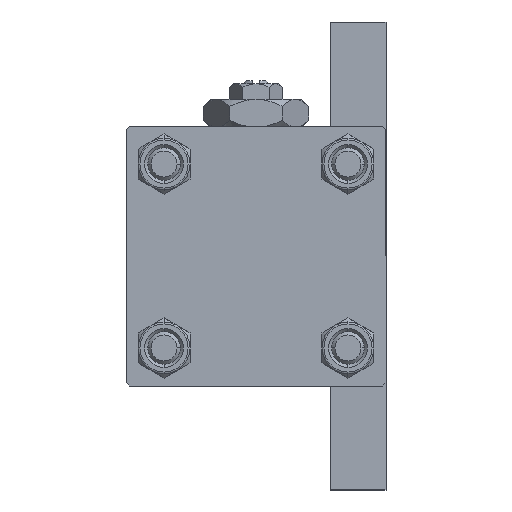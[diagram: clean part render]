
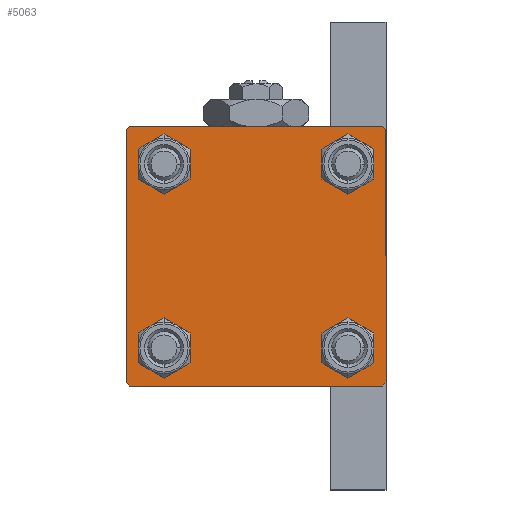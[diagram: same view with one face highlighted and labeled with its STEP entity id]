
A CAD part, left-side view. The second image highlights one B-rep face of the part: STEP entity #5063.
In plain terms, the highlighted planar face has unit normal (-1, 0, 0).
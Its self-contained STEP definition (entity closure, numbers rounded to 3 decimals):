
#110 = DIRECTION ( 'NONE',  ( 0., -0.707, 0.707 ) ) ;
#196 = CARTESIAN_POINT ( 'NONE',  ( 0., 19.75, -19.75 ) ) ;
#544 = FACE_OUTER_BOUND ( 'NONE', #19836, .T. ) ;
#690 = EDGE_CURVE ( 'NONE', #17127, #48416, #18562, .T. ) ;
#728 = LINE ( 'NONE', #42321, #25193 ) ;
#1908 = LINE ( 'NONE', #13495, #29482 ) ;
#2221 = CARTESIAN_POINT ( 'NONE',  ( 0., -14.15, 14.15 ) ) ;
#2254 = EDGE_CURVE ( 'NONE', #46208, #25488, #10040, .T. ) ;
#2407 = ORIENTED_EDGE ( 'NONE', *, *, #2254, .T. ) ;
#2933 = CIRCLE ( 'NONE', #14195, 3. ) ;
#3498 = CIRCLE ( 'NONE', #18768, 3. ) ;
#3736 = DIRECTION ( 'NONE',  ( 0., 0., -1. ) ) ;
#3844 = CARTESIAN_POINT ( 'NONE',  ( 0., -19.5, -20. ) ) ;
#3971 = CARTESIAN_POINT ( 'NONE',  ( 0., 14.15, -14.15 ) ) ;
#4062 = VERTEX_POINT ( 'NONE', #4065 ) ;
#4065 = CARTESIAN_POINT ( 'NONE',  ( 0., 14.15, -11.15 ) ) ;
#4326 = FACE_BOUND ( 'NONE', #13159, .T. ) ;
#4375 = CARTESIAN_POINT ( 'NONE',  ( 0., 14.15, -17.15 ) ) ;
#4994 = VECTOR ( 'NONE', #42780, 1000. ) ;
#5063 = ADVANCED_FACE ( 'NONE', ( #46417, #4326, #19689, #35042, #544 ), #15904, .T. ) ;
#5571 = DIRECTION ( 'NONE',  ( 0., 0., 1. ) ) ;
#6017 = EDGE_CURVE ( 'NONE', #27662, #8256, #3498, .T. ) ;
#6540 = LINE ( 'NONE', #11339, #27932 ) ;
#6917 = CIRCLE ( 'NONE', #47163, 3. ) ;
#7011 = CARTESIAN_POINT ( 'NONE',  ( 0., -19.75, 19.75 ) ) ;
#7498 = LINE ( 'NONE', #38237, #38977 ) ;
#7741 = DIRECTION ( 'NONE',  ( 1., 0., 0. ) ) ;
#7799 = DIRECTION ( 'NONE',  ( 0., 0., 1. ) ) ;
#8025 = ORIENTED_EDGE ( 'NONE', *, *, #34318, .T. ) ;
#8251 = CARTESIAN_POINT ( 'NONE',  ( 0., -19.5, 20. ) ) ;
#8256 = VERTEX_POINT ( 'NONE', #20983 ) ;
#8267 = DIRECTION ( 'NONE',  ( 0., 0., 1. ) ) ;
#8343 = DIRECTION ( 'NONE',  ( -1., 0., 0. ) ) ;
#9058 = ORIENTED_EDGE ( 'NONE', *, *, #12826, .F. ) ;
#9227 = EDGE_LOOP ( 'NONE', ( #42734, #8025 ) ) ;
#10040 = LINE ( 'NONE', #7011, #16174 ) ;
#10601 = CARTESIAN_POINT ( 'NONE',  ( 0., -14.15, -17.15 ) ) ;
#11339 = CARTESIAN_POINT ( 'NONE',  ( 0., 20., 20. ) ) ;
#11791 = LINE ( 'NONE', #196, #4994 ) ;
#12078 = DIRECTION ( 'NONE',  ( 1., 0., 0. ) ) ;
#12684 = CIRCLE ( 'NONE', #29557, 3. ) ;
#12826 = EDGE_CURVE ( 'NONE', #46208, #21364, #7498, .T. ) ;
#13159 = EDGE_LOOP ( 'NONE', ( #49769, #14481 ) ) ;
#13495 = CARTESIAN_POINT ( 'NONE',  ( 0., 20., 20. ) ) ;
#14195 = AXIS2_PLACEMENT_3D ( 'NONE', #3971, #7741, #15546 ) ;
#14238 = DIRECTION ( 'NONE',  ( 0., -1., 0. ) ) ;
#14481 = ORIENTED_EDGE ( 'NONE', *, *, #37727, .T. ) ;
#14880 = CARTESIAN_POINT ( 'NONE',  ( 0., 20., -20. ) ) ;
#14968 = VERTEX_POINT ( 'NONE', #4375 ) ;
#15221 = ORIENTED_EDGE ( 'NONE', *, *, #42198, .F. ) ;
#15546 = DIRECTION ( 'NONE',  ( 0., 0., 1. ) ) ;
#15582 = DIRECTION ( 'NONE',  ( 1., 0., 0. ) ) ;
#15849 = CARTESIAN_POINT ( 'NONE',  ( 0., -14.15, -14.15 ) ) ;
#15904 = PLANE ( 'NONE',  #40464 ) ;
#16082 = DIRECTION ( 'NONE',  ( 0., 0.707, -0.707 ) ) ;
#16174 = VECTOR ( 'NONE', #34209, 1000. ) ;
#16672 = EDGE_CURVE ( 'NONE', #47202, #21364, #24027, .T. ) ;
#17127 = VERTEX_POINT ( 'NONE', #45822 ) ;
#17323 = CARTESIAN_POINT ( 'NONE',  ( 0., -14.15, -11.15 ) ) ;
#18206 = AXIS2_PLACEMENT_3D ( 'NONE', #15849, #12078, #7799 ) ;
#18562 = CIRCLE ( 'NONE', #37859, 3. ) ;
#18768 = AXIS2_PLACEMENT_3D ( 'NONE', #33823, #42865, #41933 ) ;
#19689 = FACE_BOUND ( 'NONE', #23454, .T. ) ;
#19836 = EDGE_LOOP ( 'NONE', ( #27353, #49485, #49074, #37623, #9058, #2407, #15221, #33825 ) ) ;
#20180 = CARTESIAN_POINT ( 'NONE',  ( 0., 0., 0. ) ) ;
#20698 = DIRECTION ( 'NONE',  ( 1., 0., 0. ) ) ;
#20743 = EDGE_CURVE ( 'NONE', #14968, #4062, #45695, .T. ) ;
#20983 = CARTESIAN_POINT ( 'NONE',  ( 0., -14.15, 11.15 ) ) ;
#21364 = VERTEX_POINT ( 'NONE', #27300 ) ;
#22105 = AXIS2_PLACEMENT_3D ( 'NONE', #39361, #20698, #5571 ) ;
#23142 = CARTESIAN_POINT ( 'NONE',  ( 0., 14.15, -14.15 ) ) ;
#23454 = EDGE_LOOP ( 'NONE', ( #41694, #42577 ) ) ;
#23914 = DIRECTION ( 'NONE',  ( 0., 0., 1. ) ) ;
#23955 = VERTEX_POINT ( 'NONE', #49210 ) ;
#24027 = LINE ( 'NONE', #42700, #31801 ) ;
#24250 = CARTESIAN_POINT ( 'NONE',  ( 0., -20., 19.5 ) ) ;
#24398 = DIRECTION ( 'NONE',  ( 1., 0., 0. ) ) ;
#24571 = EDGE_CURVE ( 'NONE', #23955, #42234, #11791, .T. ) ;
#25193 = VECTOR ( 'NONE', #16082, 1000. ) ;
#25360 = VERTEX_POINT ( 'NONE', #41549 ) ;
#25488 = VERTEX_POINT ( 'NONE', #8251 ) ;
#25987 = CARTESIAN_POINT ( 'NONE',  ( 0., -14.15, -14.15 ) ) ;
#27143 = VECTOR ( 'NONE', #42097, 1000. ) ;
#27300 = CARTESIAN_POINT ( 'NONE',  ( 0., -20., -19.5 ) ) ;
#27353 = ORIENTED_EDGE ( 'NONE', *, *, #38656, .T. ) ;
#27662 = VERTEX_POINT ( 'NONE', #27940 ) ;
#27686 = ORIENTED_EDGE ( 'NONE', *, *, #6017, .T. ) ;
#27932 = VECTOR ( 'NONE', #45375, 1000. ) ;
#27940 = CARTESIAN_POINT ( 'NONE',  ( 0., -14.15, 17.15 ) ) ;
#28684 = CARTESIAN_POINT ( 'NONE',  ( 0., 14.15, 14.15 ) ) ;
#29482 = VECTOR ( 'NONE', #14238, 1000. ) ;
#29557 = AXIS2_PLACEMENT_3D ( 'NONE', #25987, #49183, #41882 ) ;
#31010 = EDGE_CURVE ( 'NONE', #25360, #39128, #728, .T. ) ;
#31053 = VERTEX_POINT ( 'NONE', #17323 ) ;
#31801 = VECTOR ( 'NONE', #110, 1000. ) ;
#31975 = AXIS2_PLACEMENT_3D ( 'NONE', #23142, #15582, #8267 ) ;
#33162 = DIRECTION ( 'NONE',  ( 0., 0., 1. ) ) ;
#33823 = CARTESIAN_POINT ( 'NONE',  ( 0., -14.15, 14.15 ) ) ;
#33825 = ORIENTED_EDGE ( 'NONE', *, *, #31010, .T. ) ;
#34209 = DIRECTION ( 'NONE',  ( 0., 0.707, 0.707 ) ) ;
#34318 = EDGE_CURVE ( 'NONE', #48416, #17127, #42224, .T. ) ;
#35042 = FACE_BOUND ( 'NONE', #9227, .T. ) ;
#35680 = CARTESIAN_POINT ( 'NONE',  ( 0., 14.15, 11.15 ) ) ;
#36896 = CARTESIAN_POINT ( 'NONE',  ( 0., 19.5, -20. ) ) ;
#37001 = EDGE_CURVE ( 'NONE', #8256, #27662, #6917, .T. ) ;
#37015 = EDGE_LOOP ( 'NONE', ( #27686, #42243 ) ) ;
#37623 = ORIENTED_EDGE ( 'NONE', *, *, #16672, .T. ) ;
#37727 = EDGE_CURVE ( 'NONE', #40203, #31053, #42373, .T. ) ;
#37859 = AXIS2_PLACEMENT_3D ( 'NONE', #28684, #24398, #23914 ) ;
#38068 = EDGE_CURVE ( 'NONE', #4062, #14968, #2933, .T. ) ;
#38237 = CARTESIAN_POINT ( 'NONE',  ( 0., -20., 20. ) ) ;
#38656 = EDGE_CURVE ( 'NONE', #39128, #23955, #6540, .T. ) ;
#38977 = VECTOR ( 'NONE', #3736, 1000. ) ;
#39128 = VERTEX_POINT ( 'NONE', #44504 ) ;
#39334 = DIRECTION ( 'NONE',  ( 0., 0., 1. ) ) ;
#39361 = CARTESIAN_POINT ( 'NONE',  ( 0., 14.15, 14.15 ) ) ;
#39691 = EDGE_CURVE ( 'NONE', #42234, #47202, #49404, .T. ) ;
#40203 = VERTEX_POINT ( 'NONE', #10601 ) ;
#40464 = AXIS2_PLACEMENT_3D ( 'NONE', #20180, #8343, #39334 ) ;
#41549 = CARTESIAN_POINT ( 'NONE',  ( 0., 19.5, 20. ) ) ;
#41694 = ORIENTED_EDGE ( 'NONE', *, *, #38068, .T. ) ;
#41882 = DIRECTION ( 'NONE',  ( 0., 0., 1. ) ) ;
#41933 = DIRECTION ( 'NONE',  ( 0., 0., 1. ) ) ;
#42097 = DIRECTION ( 'NONE',  ( 0., -1., 0. ) ) ;
#42198 = EDGE_CURVE ( 'NONE', #25360, #25488, #1908, .T. ) ;
#42224 = CIRCLE ( 'NONE', #22105, 3. ) ;
#42234 = VERTEX_POINT ( 'NONE', #36896 ) ;
#42243 = ORIENTED_EDGE ( 'NONE', *, *, #37001, .T. ) ;
#42321 = CARTESIAN_POINT ( 'NONE',  ( 0., 19.75, 19.75 ) ) ;
#42373 = CIRCLE ( 'NONE', #18206, 3. ) ;
#42577 = ORIENTED_EDGE ( 'NONE', *, *, #20743, .T. ) ;
#42700 = CARTESIAN_POINT ( 'NONE',  ( 0., -19.75, -19.75 ) ) ;
#42734 = ORIENTED_EDGE ( 'NONE', *, *, #690, .T. ) ;
#42780 = DIRECTION ( 'NONE',  ( 0., -0.707, -0.707 ) ) ;
#42865 = DIRECTION ( 'NONE',  ( 1., 0., 0. ) ) ;
#44065 = EDGE_CURVE ( 'NONE', #31053, #40203, #12684, .T. ) ;
#44504 = CARTESIAN_POINT ( 'NONE',  ( 0., 20., 19.5 ) ) ;
#45303 = DIRECTION ( 'NONE',  ( 1., 0., 0. ) ) ;
#45375 = DIRECTION ( 'NONE',  ( 0., 0., -1. ) ) ;
#45695 = CIRCLE ( 'NONE', #31975, 3. ) ;
#45822 = CARTESIAN_POINT ( 'NONE',  ( 0., 14.15, 17.15 ) ) ;
#46208 = VERTEX_POINT ( 'NONE', #24250 ) ;
#46417 = FACE_BOUND ( 'NONE', #37015, .T. ) ;
#47163 = AXIS2_PLACEMENT_3D ( 'NONE', #2221, #45303, #33162 ) ;
#47202 = VERTEX_POINT ( 'NONE', #3844 ) ;
#48416 = VERTEX_POINT ( 'NONE', #35680 ) ;
#49074 = ORIENTED_EDGE ( 'NONE', *, *, #39691, .T. ) ;
#49183 = DIRECTION ( 'NONE',  ( 1., 0., 0. ) ) ;
#49210 = CARTESIAN_POINT ( 'NONE',  ( 0., 20., -19.5 ) ) ;
#49404 = LINE ( 'NONE', #14880, #27143 ) ;
#49485 = ORIENTED_EDGE ( 'NONE', *, *, #24571, .T. ) ;
#49769 = ORIENTED_EDGE ( 'NONE', *, *, #44065, .T. ) ;
